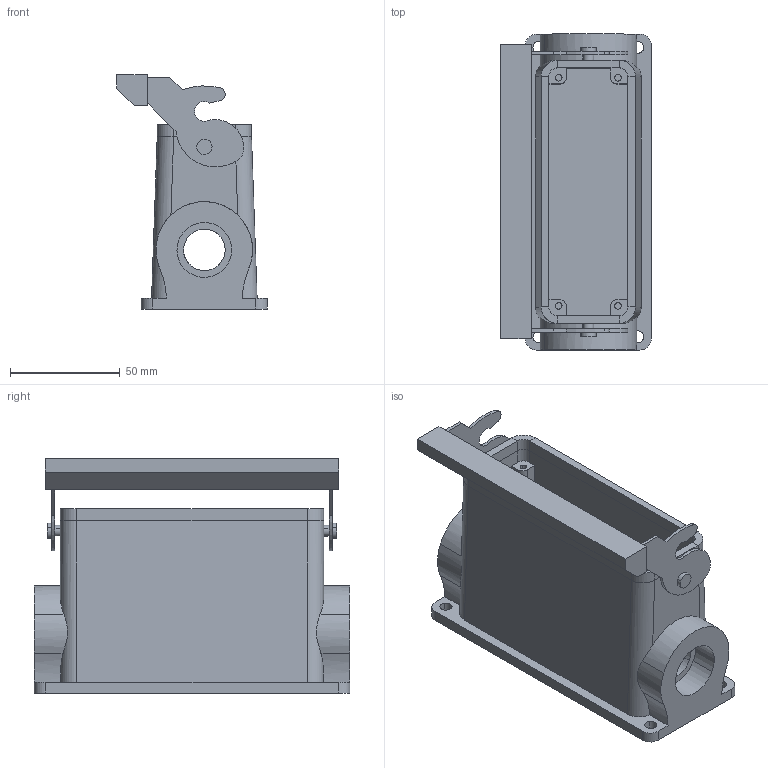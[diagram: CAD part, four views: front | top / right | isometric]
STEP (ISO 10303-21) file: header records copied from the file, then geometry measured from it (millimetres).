
FILE_DESCRIPTION(('CATIA V5 STEP Exchange','CAx-IF Rec.Pracs.--- Model Styling and Organization---1.4--- 2014-01-23'),'2;1');
FILE_NAME ('13414883_2', '2019-07-25T14:23:33+00:00', ('none'), ('Weidmueller'), 'CATIA Version 5-6 Release 2016 SP3 HF44', 'CATIA V5 STEP AP214', 'none');
FILE_SCHEMA(('AUTOMOTIVE_DESIGN { 1 0 10303 214 1 1 1 1 }'));
Length unit declared in the file: millimetre
Products named in the file (1): 1786910000
Bounding box: 68.75 x 144 x 106.8 mm (x, y, z)
Volume: 213340 mm3; surface area: 83623.7 mm2
Topology: 2 solids, 2 shells, 158 faces, 401 edges, 258 vertices
Faces by surface type: plane 80, cylinder 78
Entity records: 4927 total; most frequent: CARTESIAN_POINT 1296, ORIENTED_EDGE 802, DIRECTION 585, EDGE_CURVE 401, VERTEX_POINT 258, VECTOR 239, LINE 239, AXIS2_PLACEMENT_3D 235
